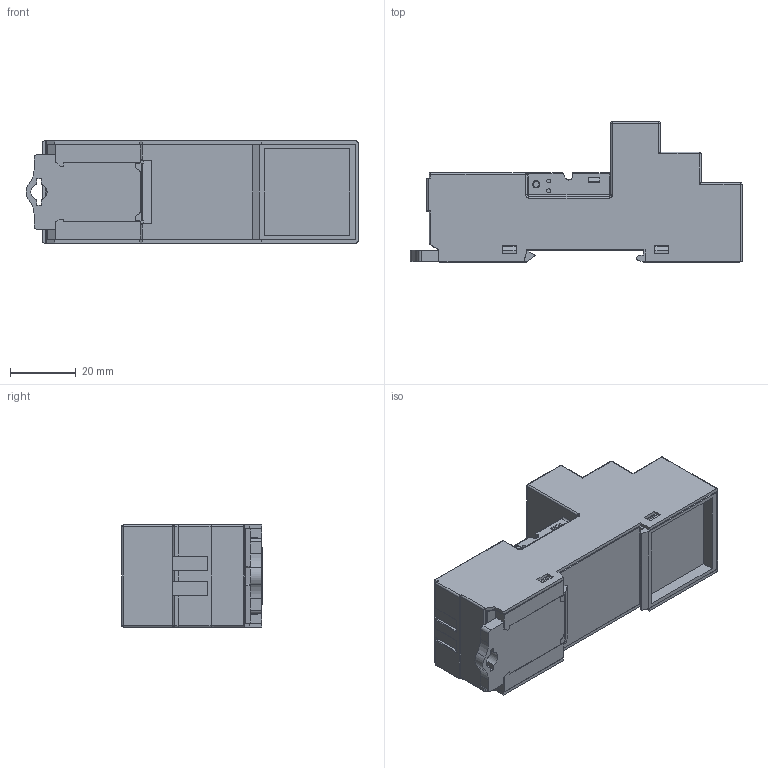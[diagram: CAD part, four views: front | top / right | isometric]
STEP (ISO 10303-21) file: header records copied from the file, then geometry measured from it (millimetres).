
FILE_DESCRIPTION((''),'2;1');
FILE_NAME('ES154GCXER','2012-06-08T',('scalag'),(''),'PRO/ENGINEER BY PARAMETRIC TECHNOLOGY CORPORATION, 2010180','PRO/ENGINEER BY PARAMETRIC TECHNOLOGY CORPORATION, 2010180','');
FILE_SCHEMA(('CONFIG_CONTROL_DESIGN'));
Length unit declared in the file: millimetre
Products named in the file (1): ES154GCXER
Bounding box: 100.72 x 42.65 x 31 mm (x, y, z)
Volume: 77440.9 mm3; surface area: 26748.4 mm2
Topology: 1 solids, 1 shells, 1002 faces, 2624 edges, 1675 vertices
Faces by surface type: plane 529, cylinder 234, extrusion 139, torus 74, sphere 17, bspline 9
Entity records: 32957 total; most frequent: CARTESIAN_POINT 8482, ORIENTED_EDGE 5248, DIRECTION 4678, EDGE_CURVE 2624, VECTOR 1922, LINE 1783, VERTEX_POINT 1675, AXIS2_PLACEMENT_3D 1378
